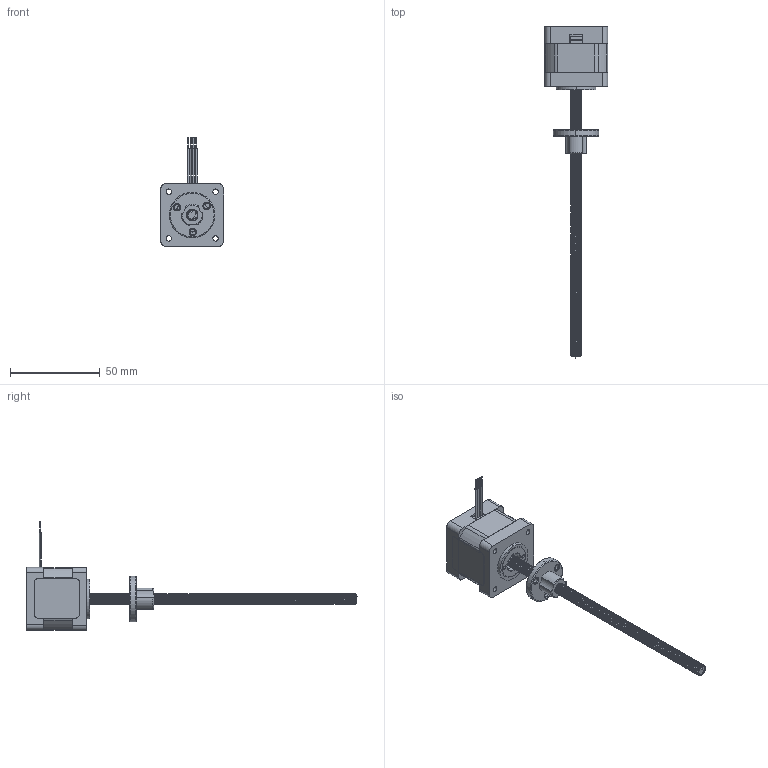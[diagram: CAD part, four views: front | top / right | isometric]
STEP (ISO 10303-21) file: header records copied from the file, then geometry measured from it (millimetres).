
FILE_DESCRIPTION (( 'STEP AP214' ), '1' );
FILE_NAME ('14E21-150.STEP', '2023-03-07T06:56:02', ( '' ), ( '' ), 'SwSTEP 2.0', 'SolidWorks 2022', '' );
FILE_SCHEMA (( 'AUTOMOTIVE_DESIGN' ));
Length unit declared in the file: millimetre
Products named in the file (11): 04-142-16.STP; 01-005.STP; 42单厚铭牌.STP; 海顿42 06-183.STP; 02-013.STP; 14E21-150.STP; 零件1.STP; 14E21-150; 01-006.STP; 42铭牌.STP; 06-008.STP
Assembly tree (10 placements, depth 3):
  14E21-150
    14E21-150.STP
      02-013.STP
      01-005.STP
      01-006.STP
      06-008.STP
      零件1.STP
      海顿42 06-183.STP
      04-142-16.STP
      42铭牌.STP
      42单厚铭牌.STP
Bounding box: 35.21 x 184.74 x 60.65 mm (x, y, z)
Volume: 81421.2 mm3; surface area: 100174.2 mm2
Topology: 9 solids, 10 shells, 907 faces, 2539 edges, 1660 vertices
Faces by surface type: cylinder 562, plane 292, cone 31, torus 20, bspline 2
Full cylindrical faces by diameter (mm): 4.865 x59
Entity records: 68368 total; most frequent: CARTESIAN_POINT 45184, ORIENTED_EDGE 5064, DIRECTION 4376, EDGE_CURVE 2532, VERTEX_POINT 1660, AXIS2_PLACEMENT_3D 1534, VECTOR 1308, LINE 1308
